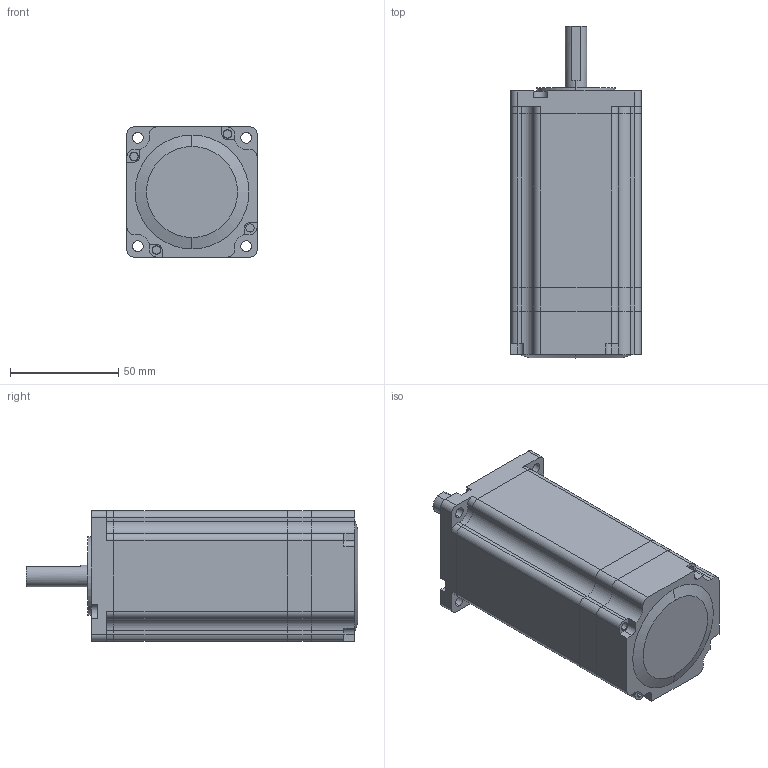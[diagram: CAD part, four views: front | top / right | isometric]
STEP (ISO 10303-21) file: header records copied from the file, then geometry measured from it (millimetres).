
FILE_DESCRIPTION (( 'STEP AP214' ), '1' );
FILE_NAME ('60AM40ED（60HSM102D-D1030-011）.STEP', '2020-11-26T12:15:54', ( 'wimxt.com' ), ( 'wimxt.com' ), 'SwSTEP 2.0', 'SolidWorks 2014', '' );
FILE_SCHEMA (( 'AUTOMOTIVE_DESIGN' ));
Length unit declared in the file: millimetre
Products named in the file (5): 60呿蹋綴欶; 60A3EC傷裔; 60A3菁釱; 60A3隅赽; 60AM40ED（60HSM102D-D1030-011）
Assembly tree (4 placements, depth 2):
  60AM40ED（60HSM102D-D1030-011）
    60A3隅赽
    60A3菁釱
    60A3EC傷裔
    60呿蹋綴欶
Bounding box: 60 x 153 x 60 mm (x, y, z)
Volume: 135439 mm3; surface area: 76655.7 mm2
Topology: 4 solids, 4 shells, 320 faces, 866 edges, 577 vertices
Faces by surface type: plane 161, cylinder 155, torus 2, cone 2
Entity records: 10544 total; most frequent: DIRECTION 1853, CARTESIAN_POINT 1770, ORIENTED_EDGE 1732, EDGE_CURVE 866, AXIS2_PLACEMENT_3D 660, VERTEX_POINT 577, LINE 533, VECTOR 533
